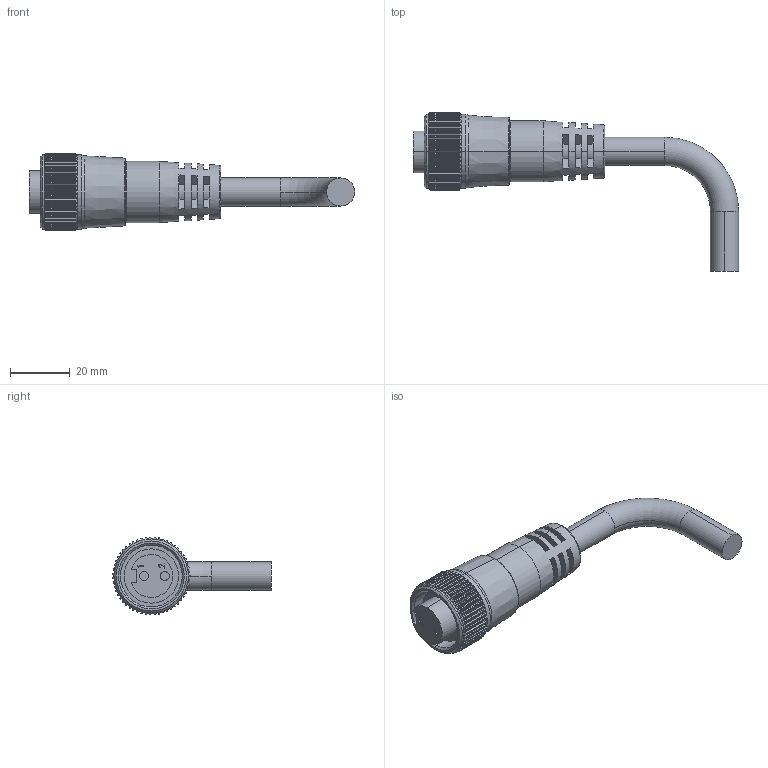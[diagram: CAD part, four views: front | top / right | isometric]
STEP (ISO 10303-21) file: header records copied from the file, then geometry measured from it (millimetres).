
FILE_DESCRIPTION (( 'STEP AP214' ), '1' );
FILE_NAME ('ZP-S1-2FP-4M.step', '2016-03-08T22:08:47', ( '' ), ( '' ), 'SwSTEP 2.0', 'SolidWorks 2015', '' );
FILE_SCHEMA (( 'AUTOMOTIVE_DESIGN' ));
Length unit declared in the file: millimetre
Products named in the file (1): ZP-S1-2FP-4M
Bounding box: 108.46 x 52.9 x 25.84 mm (x, y, z)
Volume: 26190.9 mm3; surface area: 11715.7 mm2
Topology: 2 solids, 2 shells, 519 faces, 1477 edges, 978 vertices
Faces by surface type: cylinder 304, plane 187, cone 14, torus 8, bspline 6
Entity records: 18690 total; most frequent: CARTESIAN_POINT 6235, ORIENTED_EDGE 2954, DIRECTION 2089, EDGE_CURVE 1477, VERTEX_POINT 978, AXIS2_PLACEMENT_3D 772, B_SPLINE_CURVE_WITH_KNOTS 674, VECTOR 545
